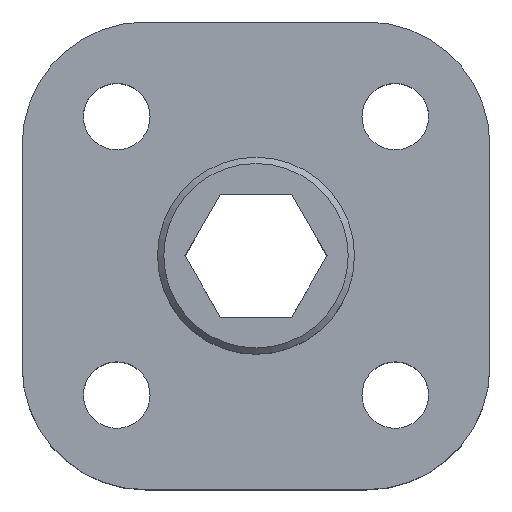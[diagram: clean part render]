
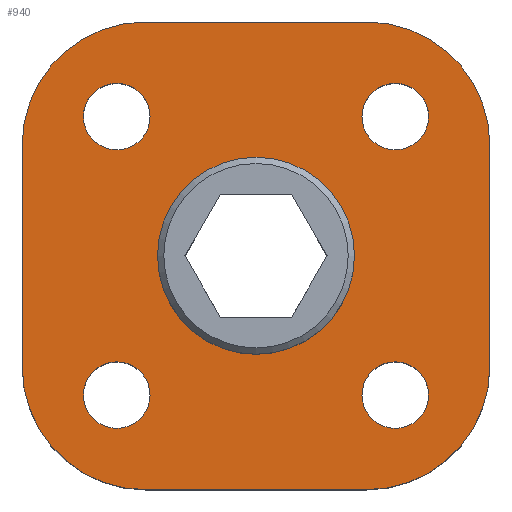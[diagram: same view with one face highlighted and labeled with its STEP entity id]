
A CAD part, top view. The second image highlights one B-rep face of the part: STEP entity #940.
In plain terms, the highlighted planar face has unit normal (0, 0, 1).
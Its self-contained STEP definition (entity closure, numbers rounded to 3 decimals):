
#29 = EDGE_LOOP ( 'NONE', ( #1213 ) ) ;
#55 = DIRECTION ( 'NONE',  ( 1., 0., 0. ) ) ;
#70 = DIRECTION ( 'NONE',  ( 0., 0., 1. ) ) ;
#72 = EDGE_CURVE ( 'NONE', #440, #579, #2385, .T. ) ;
#75 = LINE ( 'NONE', #1353, #2739 ) ;
#86 = CARTESIAN_POINT ( 'NONE',  ( 5.657, -5.657, 7. ) ) ;
#103 = CARTESIAN_POINT ( 'NONE',  ( -9.5, 4.5, 7. ) ) ;
#111 = CIRCLE ( 'NONE', #1835, 1.353 ) ;
#112 = VERTEX_POINT ( 'NONE', #103 ) ;
#126 = EDGE_LOOP ( 'NONE', ( #1327 ) ) ;
#138 = CIRCLE ( 'NONE', #1816, 4. ) ;
#166 = VERTEX_POINT ( 'NONE', #1095 ) ;
#170 = CARTESIAN_POINT ( 'NONE',  ( 0., 0., 7. ) ) ;
#181 = CARTESIAN_POINT ( 'NONE',  ( -4.304, -5.657, 7. ) ) ;
#194 = FACE_BOUND ( 'NONE', #29, .T. ) ;
#199 = EDGE_CURVE ( 'NONE', #2039, #440, #75, .T. ) ;
#201 = AXIS2_PLACEMENT_3D ( 'NONE', #894, #1850, #2833 ) ;
#210 = CARTESIAN_POINT ( 'NONE',  ( 9.5, -4.5, 7. ) ) ;
#229 = DIRECTION ( 'NONE',  ( 1., 0., 0. ) ) ;
#238 = DIRECTION ( 'NONE',  ( 1., 0., 0. ) ) ;
#252 = CARTESIAN_POINT ( 'NONE',  ( -4.5, -4.5, 7. ) ) ;
#329 = EDGE_CURVE ( 'NONE', #2751, #1171, #2127, .T. ) ;
#382 = AXIS2_PLACEMENT_3D ( 'NONE', #1821, #1840, #1858 ) ;
#383 = AXIS2_PLACEMENT_3D ( 'NONE', #2690, #529, #1472 ) ;
#412 = ORIENTED_EDGE ( 'NONE', *, *, #2627, .F. ) ;
#426 = FACE_BOUND ( 'NONE', #2126, .T. ) ;
#440 = VERTEX_POINT ( 'NONE', #752 ) ;
#510 = ORIENTED_EDGE ( 'NONE', *, *, #2311, .F. ) ;
#529 = DIRECTION ( 'NONE',  ( 0., 0., 1. ) ) ;
#540 = ORIENTED_EDGE ( 'NONE', *, *, #549, .T. ) ;
#549 = EDGE_CURVE ( 'NONE', #1536, #2039, #2532, .T. ) ;
#565 = CARTESIAN_POINT ( 'NONE',  ( -9.5, 9.5, 7. ) ) ;
#578 = CIRCLE ( 'NONE', #924, 5. ) ;
#579 = VERTEX_POINT ( 'NONE', #210 ) ;
#607 = EDGE_CURVE ( 'NONE', #166, #166, #1114, .T. ) ;
#627 = EDGE_CURVE ( 'NONE', #2026, #2751, #2437, .T. ) ;
#653 = VERTEX_POINT ( 'NONE', #1593 ) ;
#663 = ORIENTED_EDGE ( 'NONE', *, *, #1368, .T. ) ;
#671 = EDGE_CURVE ( 'NONE', #863, #863, #1811, .T. ) ;
#752 = CARTESIAN_POINT ( 'NONE',  ( 4.5, -9.5, 7. ) ) ;
#778 = CIRCLE ( 'NONE', #383, 1.353 ) ;
#863 = VERTEX_POINT ( 'NONE', #1818 ) ;
#892 = DIRECTION ( 'NONE',  ( 1., 0., 0. ) ) ;
#894 = CARTESIAN_POINT ( 'NONE',  ( 0., 0., 7. ) ) ;
#898 = CARTESIAN_POINT ( 'NONE',  ( 9.5, 9.5, 7. ) ) ;
#924 = AXIS2_PLACEMENT_3D ( 'NONE', #2092, #3059, #892 ) ;
#940 = ADVANCED_FACE ( 'NONE', ( #426, #1362, #2333, #194, #1124, #2095 ), #3061, .T. ) ;
#1048 = ORIENTED_EDGE ( 'NONE', *, *, #72, .T. ) ;
#1095 = CARTESIAN_POINT ( 'NONE',  ( 7.009, -5.657, 7. ) ) ;
#1100 = DIRECTION ( 'NONE',  ( 0., 0., 1. ) ) ;
#1114 = CIRCLE ( 'NONE', #1659, 1.353 ) ;
#1124 = FACE_BOUND ( 'NONE', #1242, .T. ) ;
#1171 = VERTEX_POINT ( 'NONE', #3056 ) ;
#1213 = ORIENTED_EDGE ( 'NONE', *, *, #1420, .F. ) ;
#1242 = EDGE_LOOP ( 'NONE', ( #412 ) ) ;
#1327 = ORIENTED_EDGE ( 'NONE', *, *, #671, .F. ) ;
#1353 = CARTESIAN_POINT ( 'NONE',  ( -9.5, -9.5, 7. ) ) ;
#1362 = FACE_BOUND ( 'NONE', #126, .T. ) ;
#1368 = EDGE_CURVE ( 'NONE', #579, #2026, #3064, .T. ) ;
#1400 = CARTESIAN_POINT ( 'NONE',  ( -5.657, -5.657, 7. ) ) ;
#1420 = EDGE_CURVE ( 'NONE', #2313, #2313, #111, .T. ) ;
#1472 = DIRECTION ( 'NONE',  ( 1., 0., 0. ) ) ;
#1481 = EDGE_LOOP ( 'NONE', ( #663, #2326, #2259, #2291, #2139, #540, #2150, #1048 ) ) ;
#1506 = DIRECTION ( 'NONE',  ( 0., -1., 0. ) ) ;
#1536 = VERTEX_POINT ( 'NONE', #2659 ) ;
#1542 = DIRECTION ( 'NONE',  ( 0., 0., 1. ) ) ;
#1554 = DIRECTION ( 'NONE',  ( 1., 0., 0. ) ) ;
#1593 = CARTESIAN_POINT ( 'NONE',  ( -4.304, 5.657, 7. ) ) ;
#1638 = ORIENTED_EDGE ( 'NONE', *, *, #607, .F. ) ;
#1659 = AXIS2_PLACEMENT_3D ( 'NONE', #86, #70, #55 ) ;
#1714 = DIRECTION ( 'NONE',  ( 0., 0., 1. ) ) ;
#1785 = EDGE_LOOP ( 'NONE', ( #1638 ) ) ;
#1811 = CIRCLE ( 'NONE', #2273, 1.353 ) ;
#1816 = AXIS2_PLACEMENT_3D ( 'NONE', #170, #1100, #2067 ) ;
#1818 = CARTESIAN_POINT ( 'NONE',  ( 7.009, 5.657, 7. ) ) ;
#1821 = CARTESIAN_POINT ( 'NONE',  ( 4.5, -4.5, 7. ) ) ;
#1834 = VERTEX_POINT ( 'NONE', #2820 ) ;
#1835 = AXIS2_PLACEMENT_3D ( 'NONE', #1400, #2368, #229 ) ;
#1840 = DIRECTION ( 'NONE',  ( 0., 0., 1. ) ) ;
#1850 = DIRECTION ( 'NONE',  ( 0., 0., 1. ) ) ;
#1855 = DIRECTION ( 'NONE',  ( 0., 1., 0. ) ) ;
#1858 = DIRECTION ( 'NONE',  ( 1., 0., 0. ) ) ;
#1897 = DIRECTION ( 'NONE',  ( -1., 0., 0. ) ) ;
#1908 = CARTESIAN_POINT ( 'NONE',  ( -9.5, 9.5, 7. ) ) ;
#1919 = VECTOR ( 'NONE', #1897, 1000. ) ;
#2026 = VERTEX_POINT ( 'NONE', #2047 ) ;
#2039 = VERTEX_POINT ( 'NONE', #3014 ) ;
#2047 = CARTESIAN_POINT ( 'NONE',  ( 9.5, 4.5, 7. ) ) ;
#2067 = DIRECTION ( 'NONE',  ( 1., 0., 0. ) ) ;
#2092 = CARTESIAN_POINT ( 'NONE',  ( -4.5, 4.5, 7. ) ) ;
#2095 = FACE_OUTER_BOUND ( 'NONE', #1481, .T. ) ;
#2099 = VECTOR ( 'NONE', #1855, 1000. ) ;
#2126 = EDGE_LOOP ( 'NONE', ( #510 ) ) ;
#2127 = LINE ( 'NONE', #1908, #1919 ) ;
#2139 = ORIENTED_EDGE ( 'NONE', *, *, #2177, .T. ) ;
#2150 = ORIENTED_EDGE ( 'NONE', *, *, #199, .T. ) ;
#2177 = EDGE_CURVE ( 'NONE', #112, #1536, #2727, .T. ) ;
#2259 = ORIENTED_EDGE ( 'NONE', *, *, #329, .T. ) ;
#2273 = AXIS2_PLACEMENT_3D ( 'NONE', #2506, #2555, #1554 ) ;
#2291 = ORIENTED_EDGE ( 'NONE', *, *, #2788, .T. ) ;
#2311 = EDGE_CURVE ( 'NONE', #1834, #1834, #138, .T. ) ;
#2313 = VERTEX_POINT ( 'NONE', #181 ) ;
#2326 = ORIENTED_EDGE ( 'NONE', *, *, #627, .T. ) ;
#2333 = FACE_BOUND ( 'NONE', #1785, .T. ) ;
#2368 = DIRECTION ( 'NONE',  ( 0., 0., 1. ) ) ;
#2385 = CIRCLE ( 'NONE', #382, 5. ) ;
#2437 = CIRCLE ( 'NONE', #2442, 5. ) ;
#2441 = VECTOR ( 'NONE', #1506, 1000. ) ;
#2442 = AXIS2_PLACEMENT_3D ( 'NONE', #3038, #1542, #2770 ) ;
#2506 = CARTESIAN_POINT ( 'NONE',  ( 5.657, 5.657, 7. ) ) ;
#2532 = CIRCLE ( 'NONE', #2537, 5. ) ;
#2537 = AXIS2_PLACEMENT_3D ( 'NONE', #252, #1714, #238 ) ;
#2555 = DIRECTION ( 'NONE',  ( 0., 0., 1. ) ) ;
#2627 = EDGE_CURVE ( 'NONE', #653, #653, #778, .T. ) ;
#2659 = CARTESIAN_POINT ( 'NONE',  ( -9.5, -4.5, 7. ) ) ;
#2690 = CARTESIAN_POINT ( 'NONE',  ( -5.657, 5.657, 7. ) ) ;
#2727 = LINE ( 'NONE', #565, #2441 ) ;
#2739 = VECTOR ( 'NONE', #3075, 1000. ) ;
#2751 = VERTEX_POINT ( 'NONE', #2813 ) ;
#2770 = DIRECTION ( 'NONE',  ( 1., 0., 0. ) ) ;
#2788 = EDGE_CURVE ( 'NONE', #1171, #112, #578, .T. ) ;
#2813 = CARTESIAN_POINT ( 'NONE',  ( 4.5, 9.5, 7. ) ) ;
#2820 = CARTESIAN_POINT ( 'NONE',  ( 4., 0., 7. ) ) ;
#2833 = DIRECTION ( 'NONE',  ( 1., 0., 0. ) ) ;
#3014 = CARTESIAN_POINT ( 'NONE',  ( -4.5, -9.5, 7. ) ) ;
#3038 = CARTESIAN_POINT ( 'NONE',  ( 4.5, 4.5, 7. ) ) ;
#3056 = CARTESIAN_POINT ( 'NONE',  ( -4.5, 9.5, 7. ) ) ;
#3059 = DIRECTION ( 'NONE',  ( 0., 0., 1. ) ) ;
#3061 = PLANE ( 'NONE',  #201 ) ;
#3064 = LINE ( 'NONE', #898, #2099 ) ;
#3075 = DIRECTION ( 'NONE',  ( 1., 0., 0. ) ) ;
